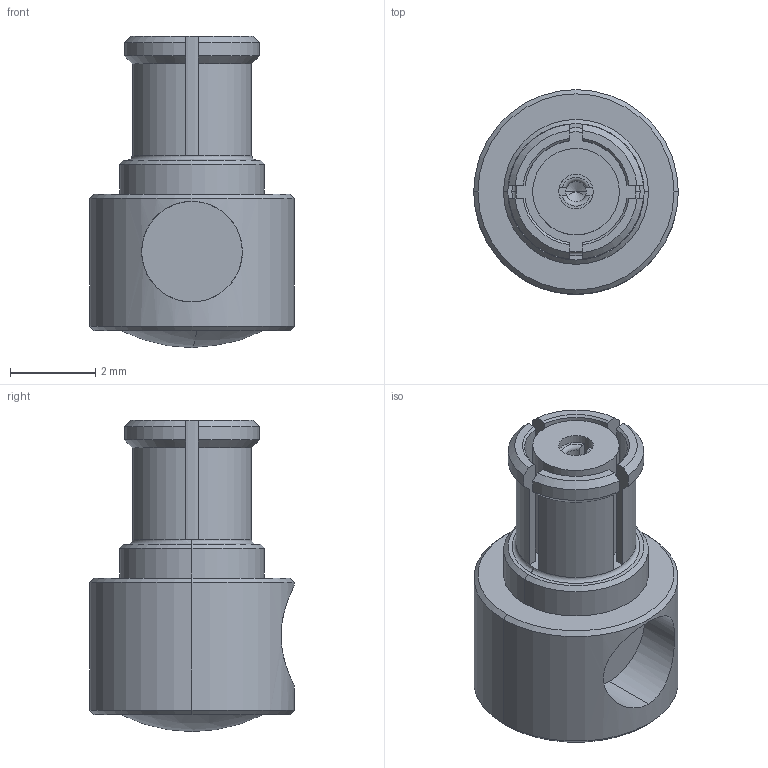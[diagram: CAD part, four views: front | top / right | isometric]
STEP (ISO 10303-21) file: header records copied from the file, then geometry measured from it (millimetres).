
FILE_DESCRIPTION (( 'STEP AP214' ), '1' );
FILE_NAME ('ÑÖÍÊ.434531.010ÑÁ_Ðîçåòêà+äëÿ ïîòðåáèòåëÿ.STEP', '2018-11-27T06:38:16', ( 'User' ), ( '' ), 'SwSTEP 2.0', 'SolidWorks 2016', '' );
FILE_SCHEMA (( 'AUTOMOTIVE_DESIGN' ));
Length unit declared in the file: millimetre
Products named in the file (1): ÑÖÍÊ.434531.010ÑÁ_Ðîçåòêà+äëÿ ïîòðåáèòåëÿ
Bounding box: 4.8 x 4.8 x 7.3 mm (x, y, z)
Volume: 75.1 mm3; surface area: 169.1 mm2
Topology: 1 solids, 1 shells, 76 faces, 192 edges, 122 vertices
Faces by surface type: plane 26, cylinder 24, cone 20, torus 4, sphere 2
Entity records: 3316 total; most frequent: CARTESIAN_POINT 609, DIRECTION 398, ORIENTED_EDGE 380, EDGE_CURVE 190, AXIS2_PLACEMENT_3D 161, VERTEX_POINT 122, CIRCLE 84, EDGE_LOOP 82
